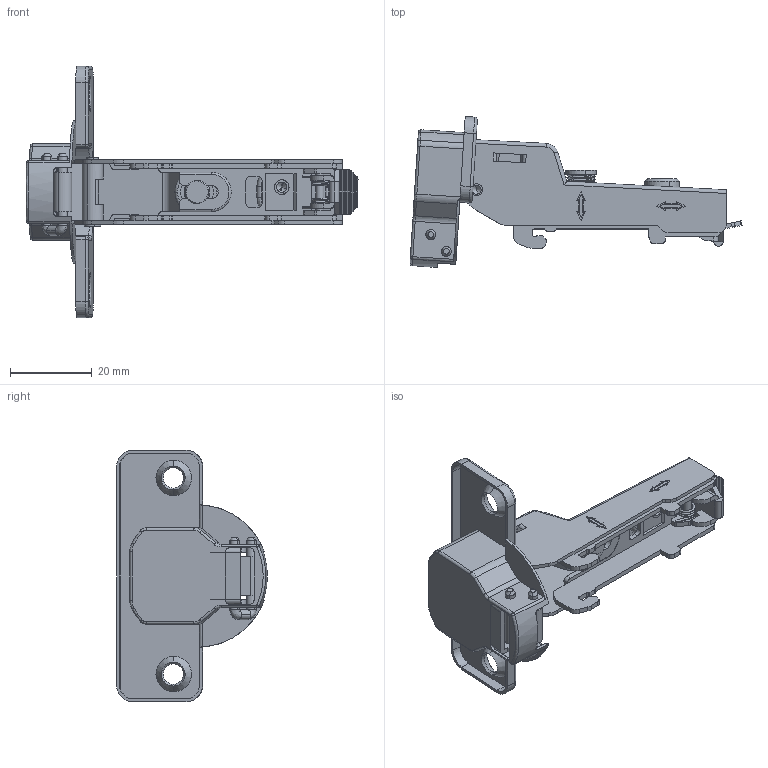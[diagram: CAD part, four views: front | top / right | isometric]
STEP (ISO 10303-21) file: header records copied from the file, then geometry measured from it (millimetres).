
FILE_DESCRIPTION (( 'STEP AP214' ), '1' );
FILE_NAME ('F000065,F000066-CLOSED_3D.step', '2022-06-06T12:55:22', ( '' ), ( '' ), 'SwSTEP 2.0', 'SolidWorks 2020', '' );
FILE_SCHEMA (( 'AUTOMOTIVE_DESIGN' ));
Length unit declared in the file: millimetre
Products named in the file (14): A19聾銅-2-NC40; C31A48-2-NC40; C03瞳豝-1-NC40; F000065,F000066-CLOSED_3D; 邧渀-2-NC40; a19-03b-NC40; md29-178-2-NC40; c30-b2-3-NC40; a19-mb-3-NC40; pxt4-2-NC40; md29-186-2-NC40; 尕隊2.13.8-2-NC40; 覃誹蹟佪-2-NC40; a19-htt-2-NC40
Assembly tree (13 placements, depth 2):
  F000065,F000066-CLOSED_3D
    a19-03b-NC40
    a19-htt-2-NC40
    a19-mb-3-NC40
    A19聾銅-2-NC40
    pxt4-2-NC40
    尕隊2.13.8-2-NC40
    覃誹蹟佪-2-NC40
    c30-b2-3-NC40
    C31A48-2-NC40
    md29-178-2-NC40
    md29-186-2-NC40
    邧渀-2-NC40
    C03瞳豝-1-NC40
Bounding box: 81.23 x 36.89 x 61.5 mm (x, y, z)
Volume: 8424.6 mm3; surface area: 19610.8 mm2
Topology: 13 solids, 13 shells, 964 faces, 2582 edges, 1649 vertices
Faces by surface type: plane 494, cylinder 355, bspline 79, cone 35, torus 1
Entity records: 36247 total; most frequent: CARTESIAN_POINT 11897, ORIENTED_EDGE 5134, DIRECTION 4825, EDGE_CURVE 2567, VERTEX_POINT 1649, VECTOR 1611, LINE 1611, AXIS2_PLACEMENT_3D 1607
